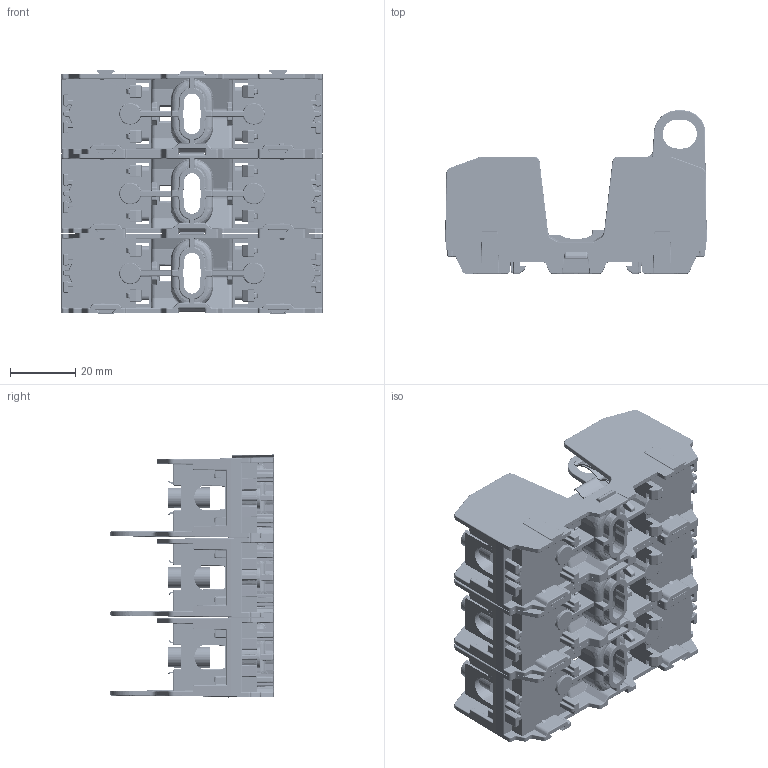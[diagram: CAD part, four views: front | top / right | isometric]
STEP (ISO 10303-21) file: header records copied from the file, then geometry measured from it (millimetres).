
FILE_DESCRIPTION (( 'STEP AP214' ), '1' );
FILE_NAME ('RM25030-3SR.step', '2016-05-31T18:48:40', ( '' ), ( '' ), 'SwSTEP 2.0', 'SolidWorks 2016', '' );
FILE_SCHEMA (( 'AUTOMOTIVE_DESIGN' ));
Length unit declared in the file: inch
Products named in the file (2): RM25030-1SR; RM25030-3SR
Assembly tree (3 placements, depth 2):
  RM25030-3SR
    RM25030-1SR  x3
Bounding box: 80.4 x 50.15 x 74.75 mm (x, y, z)
Volume: 69825.7 mm3; surface area: 72769.6 mm2
Topology: 33 solids, 33 shells, 8703 faces, 21384 edges, 12492 vertices
Faces by surface type: cylinder 3690, bspline 2964, plane 1950, cone 99
Entity records: 142296 total; most frequent: CARTESIAN_POINT 44141, ORIENTED_EDGE 14110, DIRECTION 10524, EDGE_CURVE 7055, VERTEX_POINT 4164, AXIS2_PLACEMENT_3D 3763, LINE 2998, VECTOR 2998
